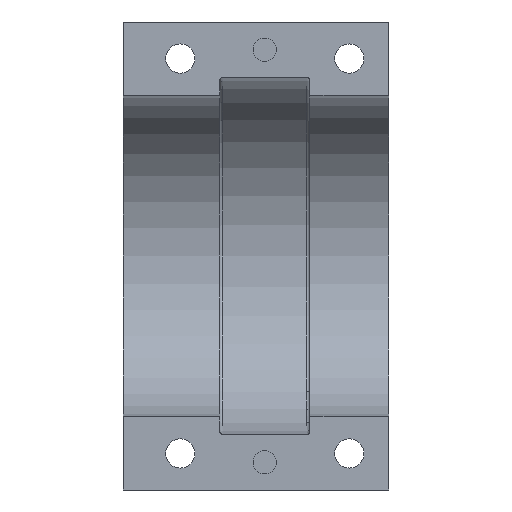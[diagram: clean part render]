
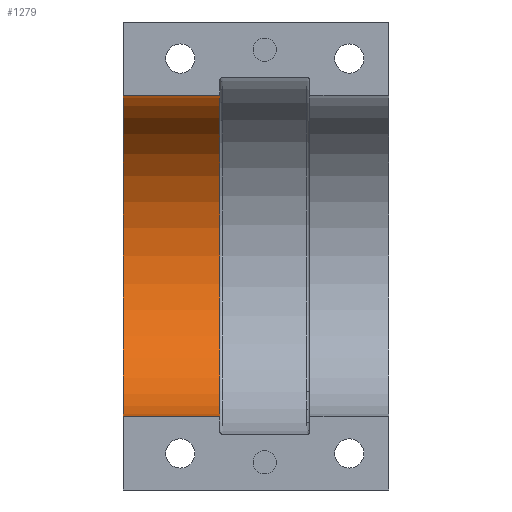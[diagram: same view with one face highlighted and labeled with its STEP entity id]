
A CAD part, front view. The second image highlights one B-rep face of the part: STEP entity #1279.
In plain terms, the highlighted cylindrical face has radius 27.5 mm (diameter 55 mm), a partial arc.
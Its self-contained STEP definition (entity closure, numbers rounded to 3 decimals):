
#2 = EDGE_CURVE ( 'NONE', #18, #472, #993, .T. ) ;
#18 = VERTEX_POINT ( 'NONE', #2042 ) ;
#53 = ORIENTED_EDGE ( 'NONE', *, *, #2537, .T. ) ;
#115 = CARTESIAN_POINT ( 'NONE',  ( 0., 0.55, 27.494 ) ) ;
#228 = VECTOR ( 'NONE', #2474, 1000. ) ;
#270 = DIRECTION ( 'NONE',  ( 1., 0., 0. ) ) ;
#359 = EDGE_CURVE ( 'NONE', #1572, #2078, #961, .T. ) ;
#398 = EDGE_CURVE ( 'NONE', #472, #1572, #2419, .T. ) ;
#404 = DIRECTION ( 'NONE',  ( 0., 0., -1. ) ) ;
#472 = VERTEX_POINT ( 'NONE', #1495 ) ;
#559 = CIRCLE ( 'NONE', #1601, 27.5 ) ;
#709 = CARTESIAN_POINT ( 'NONE',  ( 0., 0.55, -27.494 ) ) ;
#807 = VECTOR ( 'NONE', #2018, 1000. ) ;
#819 = EDGE_LOOP ( 'NONE', ( #1975, #923, #1223, #53 ) ) ;
#923 = ORIENTED_EDGE ( 'NONE', *, *, #398, .F. ) ;
#925 = CARTESIAN_POINT ( 'NONE',  ( -7.7, 0.55, 27.494 ) ) ;
#961 = LINE ( 'NONE', #115, #228 ) ;
#993 = LINE ( 'NONE', #709, #807 ) ;
#1183 = DIRECTION ( 'NONE',  ( 1., 0., 0. ) ) ;
#1223 = ORIENTED_EDGE ( 'NONE', *, *, #2, .F. ) ;
#1254 = DIRECTION ( 'NONE',  ( 1., 0., 0. ) ) ;
#1279 = ADVANCED_FACE ( 'NONE', ( #2342 ), #2110, .F. ) ;
#1392 = CARTESIAN_POINT ( 'NONE',  ( -24.2, 0., 0. ) ) ;
#1495 = CARTESIAN_POINT ( 'NONE',  ( -24.2, 0.55, -27.494 ) ) ;
#1572 = VERTEX_POINT ( 'NONE', #2108 ) ;
#1601 = AXIS2_PLACEMENT_3D ( 'NONE', #2436, #270, #2005 ) ;
#1896 = CARTESIAN_POINT ( 'NONE',  ( 0., 0., 0. ) ) ;
#1975 = ORIENTED_EDGE ( 'NONE', *, *, #359, .F. ) ;
#2005 = DIRECTION ( 'NONE',  ( 0., 0., -1. ) ) ;
#2018 = DIRECTION ( 'NONE',  ( -1., 0., 0. ) ) ;
#2042 = CARTESIAN_POINT ( 'NONE',  ( -7.7, 0.55, -27.494 ) ) ;
#2051 = DIRECTION ( 'NONE',  ( 0., 0., 1. ) ) ;
#2078 = VERTEX_POINT ( 'NONE', #925 ) ;
#2108 = CARTESIAN_POINT ( 'NONE',  ( -24.2, 0.55, 27.494 ) ) ;
#2110 = CYLINDRICAL_SURFACE ( 'NONE', #2714, 27.5 ) ;
#2342 = FACE_OUTER_BOUND ( 'NONE', #819, .T. ) ;
#2419 = CIRCLE ( 'NONE', #2643, 27.5 ) ;
#2436 = CARTESIAN_POINT ( 'NONE',  ( -7.7, 0., 0. ) ) ;
#2474 = DIRECTION ( 'NONE',  ( 1., 0., 0. ) ) ;
#2537 = EDGE_CURVE ( 'NONE', #18, #2078, #559, .T. ) ;
#2643 = AXIS2_PLACEMENT_3D ( 'NONE', #1392, #1183, #2051 ) ;
#2714 = AXIS2_PLACEMENT_3D ( 'NONE', #1896, #1254, #404 ) ;
